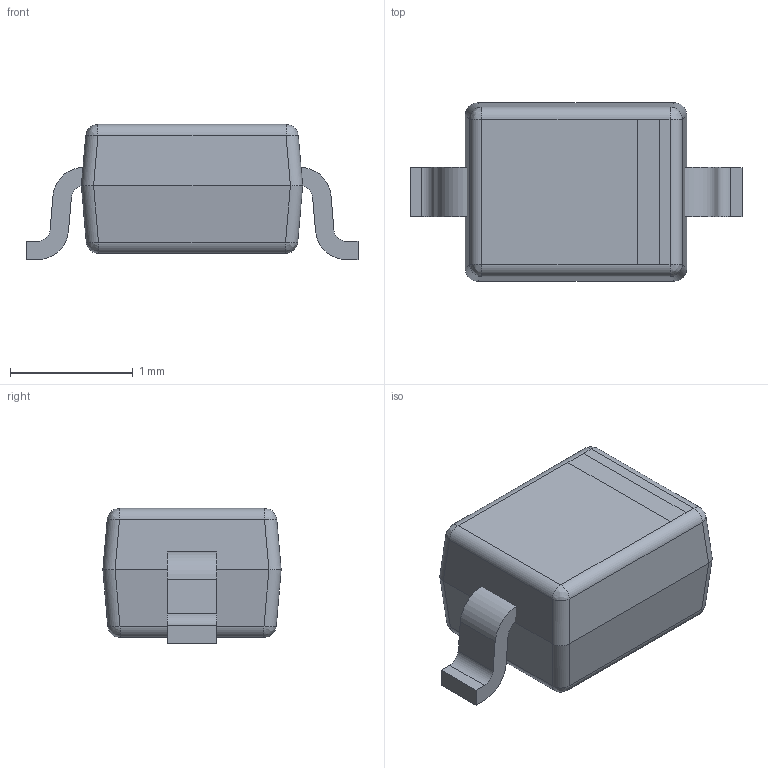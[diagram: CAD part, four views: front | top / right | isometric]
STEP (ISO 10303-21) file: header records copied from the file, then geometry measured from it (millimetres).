
FILE_DESCRIPTION(('STEP AP214'), '1');
FILE_NAME('SC-76A', '2017-09-26T16:37:48', ('Nobody'), (''), 'ASCON STEP Converter 1.3', 'ASCON Math Kernel', '');
FILE_SCHEMA(('AUTOMOTIVE_DESIGN { 1 0 10303 214 3 1 1}'));
Length unit declared in the file: millimetre
Bounding box: 2.7 x 1.45 x 1.1 mm (x, y, z)
Volume: 2.7 mm3; surface area: 13.4 mm2
Topology: 3 solids, 3 shells, 64 faces, 158 edges, 94 vertices
Faces by surface type: plane 32, cylinder 24, bspline 8
Entity records: 2489 total; most frequent: CARTESIAN_POINT 471, DIRECTION 300, ORIENTED_EDGE 284, EDGE_CURVE 142, LINE 106, VECTOR 106, AXIS2_PLACEMENT_3D 97, VERTEX_POINT 84
